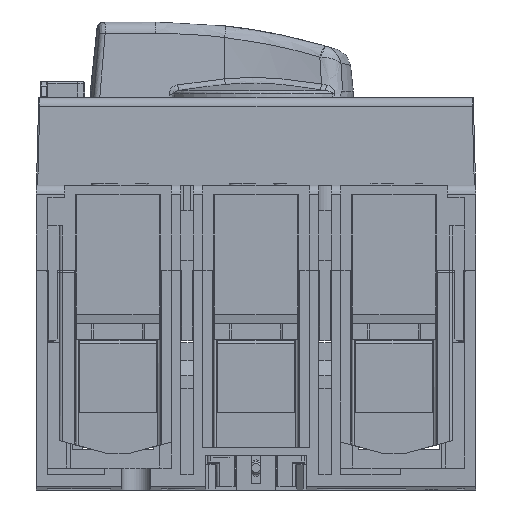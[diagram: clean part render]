
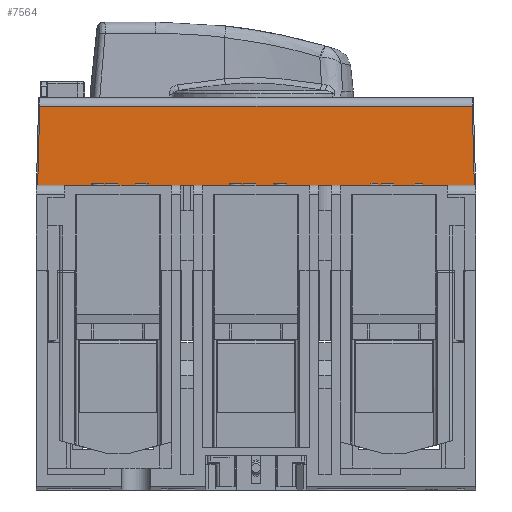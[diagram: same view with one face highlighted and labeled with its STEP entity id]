
A CAD part, left-side view. The second image highlights one B-rep face of the part: STEP entity #7564.
In plain terms, the highlighted planar face has unit normal (-1, 0, 0.026).
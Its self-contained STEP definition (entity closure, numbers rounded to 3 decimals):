
#7564=ADVANCED_FACE('',(#14590),#10744,.T.);
#10744=PLANE('',#84503);
#14590=FACE_OUTER_BOUND('',#18964,.T.);
#18964=EDGE_LOOP('',(#40331,#40332,#40333,#40334));
#40331=ORIENTED_EDGE('',*,*,#60125,.F.);
#40332=ORIENTED_EDGE('',*,*,#59727,.T.);
#40333=ORIENTED_EDGE('',*,*,#60135,.F.);
#40334=ORIENTED_EDGE('',*,*,#60133,.F.);
#48797=VERTEX_POINT('',#130608);
#48798=VERTEX_POINT('',#130610);
#49083=VERTEX_POINT('',#131551);
#49087=VERTEX_POINT('',#131603);
#59727=EDGE_CURVE('',#48798,#48797,#69295,.T.);
#60125=EDGE_CURVE('',#48798,#49083,#69584,.T.);
#60133=EDGE_CURVE('',#49083,#49087,#69587,.T.);
#60135=EDGE_CURVE('',#49087,#48797,#69588,.T.);
#69295=LINE('',#130609,#78577);
#69584=LINE('',#131550,#78866);
#69587=LINE('',#131602,#78869);
#69588=LINE('',#131609,#78870);
#78577=VECTOR('',#103121,1.);
#78866=VECTOR('',#103808,1.);
#78869=VECTOR('',#103821,1.);
#78870=VECTOR('',#103824,1.);
#84503=AXIS2_PLACEMENT_3D('',#131610,#103825,#103826);
#103121=DIRECTION('',(0.,-1.,0.));
#103808=DIRECTION('',(0.026,-0.026,0.999));
#103821=DIRECTION('',(0.,-1.,0.));
#103824=DIRECTION('',(-0.026,-0.026,-0.999));
#103825=DIRECTION('',(-1.,0.,0.026));
#103826=DIRECTION('',(-0.026,0.,-1.));
#130608=CARTESIAN_POINT('',(-23.918,-34.8,43.6));
#130609=CARTESIAN_POINT('',(-23.918,35.,43.6));
#130610=CARTESIAN_POINT('',(-23.918,34.8,43.6));
#131550=CARTESIAN_POINT('',(-23.894,34.776,44.51));
#131551=CARTESIAN_POINT('',(-23.589,34.472,56.139));
#131602=CARTESIAN_POINT('',(-23.589,-17.5,56.139));
#131603=CARTESIAN_POINT('',(-23.589,-34.472,56.139));
#131609=CARTESIAN_POINT('',(-23.903,-34.785,44.183));
#131610=CARTESIAN_POINT('',(-23.918,-35.,43.6));
